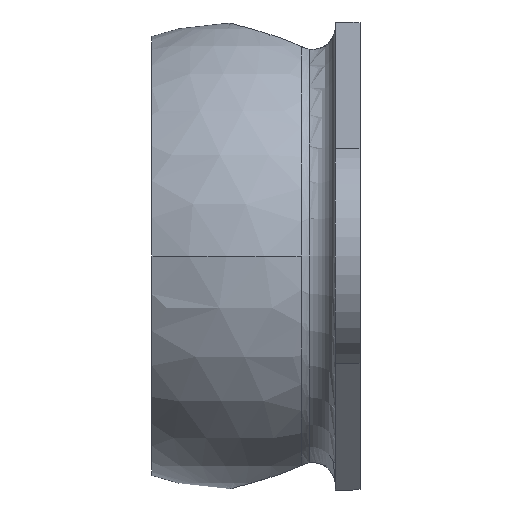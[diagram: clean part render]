
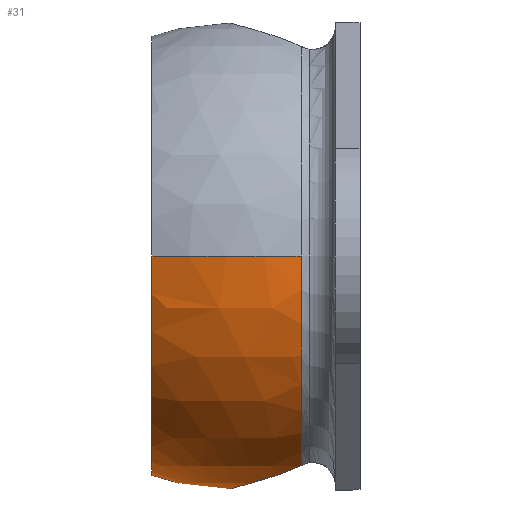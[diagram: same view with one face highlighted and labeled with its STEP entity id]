
A CAD part, left-side view. The second image highlights one B-rep face of the part: STEP entity #31.
In plain terms, the highlighted spherical face has radius 14.224 mm.
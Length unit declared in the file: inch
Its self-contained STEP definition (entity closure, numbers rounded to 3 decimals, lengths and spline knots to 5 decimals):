
#31 = ADVANCED_FACE ( 'NONE', ( #2998 ), #2594, .T. ) ;
#83 = DIRECTION ( 'NONE',  ( -0.385, -0.923, 0. ) ) ;
#101 = ORIENTED_EDGE ( 'NONE', *, *, #3056, .T. ) ;
#115 = CARTESIAN_POINT ( 'NONE',  ( -0.1442, -0.09607, -0.53252 ) ) ;
#227 = CARTESIAN_POINT ( 'NONE',  ( -0.0077, 0., -0.56 ) ) ;
#253 = CARTESIAN_POINT ( 'NONE',  ( 0.53328, -0.17092, 0. ) ) ;
#272 = CARTESIAN_POINT ( 'NONE',  ( -0.11101, -0.04603, -0.54701 ) ) ;
#278 = CARTESIAN_POINT ( 'NONE',  ( -0.03847, -0.00461, -0.55871 ) ) ;
#286 = VERTEX_POINT ( 'NONE', #253 ) ;
#297 = ORIENTED_EDGE ( 'NONE', *, *, #1891, .F. ) ;
#329 = CIRCLE ( 'NONE', #2460, 0.5517 ) ;
#338 = DIRECTION ( 'NONE',  ( 0., 0., 1. ) ) ;
#342 = DIRECTION ( 'NONE',  ( 1., 0., 0. ) ) ;
#347 = CARTESIAN_POINT ( 'NONE',  ( 0., -0.17092, 0. ) ) ;
#351 = EDGE_CURVE ( 'NONE', #286, #2608, #1939, .T. ) ;
#444 = EDGE_CURVE ( 'NONE', #1312, #3393, #1801, .T. ) ;
#465 = CARTESIAN_POINT ( 'NONE',  ( 0.13837, -0.08212, -0.53661 ) ) ;
#488 = ORIENTED_EDGE ( 'NONE', *, *, #351, .T. ) ;
#518 = CARTESIAN_POINT ( 'NONE',  ( -0.01542, -0.00057, -0.55984 ) ) ;
#533 = CARTESIAN_POINT ( 'NONE',  ( 0.06041, -0.01194, -0.55666 ) ) ;
#558 = CARTESIAN_POINT ( 'NONE',  ( -0.13068, -0.06926, -0.54034 ) ) ;
#653 = ORIENTED_EDGE ( 'NONE', *, *, #3296, .T. ) ;
#692 = AXIS2_PLACEMENT_3D ( 'NONE', #1941, #830, #342 ) ;
#805 = CARTESIAN_POINT ( 'NONE',  ( -0.52768, 0.1875, 0. ) ) ;
#830 = DIRECTION ( 'NONE',  ( 0., 0., -1. ) ) ;
#909 = DIRECTION ( 'NONE',  ( 0., 1., 0. ) ) ;
#949 = CARTESIAN_POINT ( 'NONE',  ( -0.17544, -0.17092, -0.50359 ) ) ;
#997 = ORIENTED_EDGE ( 'NONE', *, *, #1542, .T. ) ;
#1128 = CARTESIAN_POINT ( 'NONE',  ( 0.09378, -0.03104, -0.55127 ) ) ;
#1142 = CARTESIAN_POINT ( 'NONE',  ( 0.11098, -0.046, -0.54702 ) ) ;
#1252 = DIRECTION ( 'NONE',  ( 0., 1., 0. ) ) ;
#1310 = CARTESIAN_POINT ( 'NONE',  ( 0.52768, 0.1875, 0. ) ) ;
#1312 = VERTEX_POINT ( 'NONE', #949 ) ;
#1406 = CIRCLE ( 'NONE', #3178, 0.56 ) ;
#1466 = CARTESIAN_POINT ( 'NONE',  ( -0.06039, -0.01193, -0.55666 ) ) ;
#1489 = ORIENTED_EDGE ( 'NONE', *, *, #2727, .F. ) ;
#1534 = EDGE_CURVE ( 'NONE', #3278, #1312, #3596, .T. ) ;
#1542 = EDGE_CURVE ( 'NONE', #3393, #3355, #3739, .T. ) ;
#1647 = DIRECTION ( 'NONE',  ( 0.923, 0.385, 0. ) ) ;
#1699 = CARTESIAN_POINT ( 'NONE',  ( -0.13837, -0.08212, -0.53662 ) ) ;
#1710 = CARTESIAN_POINT ( 'NONE',  ( 0.11627, -0.0516, -0.54542 ) ) ;
#1725 = CARTESIAN_POINT ( 'NONE',  ( 0.03117, -0.00237, -0.55934 ) ) ;
#1738 = CARTESIAN_POINT ( 'NONE',  ( 0.07435, -0.01861, -0.55478 ) ) ;
#1780 = CARTESIAN_POINT ( 'NONE',  ( 0.17544, -0.17092, -0.50359 ) ) ;
#1801 = CIRCLE ( 'NONE', #2955, 0.53328 ) ;
#1891 = EDGE_CURVE ( 'NONE', #2888, #3355, #3553, .T. ) ;
#1939 = CIRCLE ( 'NONE', #3742, 0.53328 ) ;
#1941 = CARTESIAN_POINT ( 'NONE',  ( 0., 0., 0. ) ) ;
#1974 = CARTESIAN_POINT ( 'NONE',  ( -0.53328, -0.17092, 0. ) ) ;
#2034 = CARTESIAN_POINT ( 'NONE',  ( 0.09975, -0.03574, -0.54994 ) ) ;
#2105 = DIRECTION ( 'NONE',  ( 0., 0., -1. ) ) ;
#2109 = CARTESIAN_POINT ( 'NONE',  ( 0.1442, -0.09607, -0.53252 ) ) ;
#2139 = AXIS2_PLACEMENT_3D ( 'NONE', #2424, #2105, #2725 ) ;
#2201 = ORIENTED_EDGE ( 'NONE', *, *, #444, .T. ) ;
#2307 = CARTESIAN_POINT ( 'NONE',  ( 0., 0.1875, 0. ) ) ;
#2331 = CARTESIAN_POINT ( 'NONE',  ( -0.11631, -0.05164, -0.5454 ) ) ;
#2404 = CARTESIAN_POINT ( 'NONE',  ( 0., -0.17092, 0. ) ) ;
#2424 = CARTESIAN_POINT ( 'NONE',  ( 0., 0., 0. ) ) ;
#2460 = AXIS2_PLACEMENT_3D ( 'NONE', #3095, #1647, #2810 ) ;
#2594 = SPHERICAL_SURFACE ( 'NONE', #692, 0.56 ) ;
#2608 = VERTEX_POINT ( 'NONE', #1780 ) ;
#2631 = CARTESIAN_POINT ( 'NONE',  ( -0.07432, -0.01859, -0.55479 ) ) ;
#2702 = CARTESIAN_POINT ( 'NONE',  ( 0., 0., 0. ) ) ;
#2725 = DIRECTION ( 'NONE',  ( -1., 0., 0. ) ) ;
#2727 = EDGE_CURVE ( 'NONE', #286, #2888, #1406, .T. ) ;
#2782 = EDGE_LOOP ( 'NONE', ( #2201, #997, #297, #1489, #488, #653, #101, #3771 ) ) ;
#2810 = DIRECTION ( 'NONE',  ( -0.385, 0.923, 0. ) ) ;
#2856 = CARTESIAN_POINT ( 'NONE',  ( 0.1442, -0.09607, -0.53252 ) ) ;
#2888 = VERTEX_POINT ( 'NONE', #1310 ) ;
#2891 = CARTESIAN_POINT ( 'NONE',  ( 0.05324, -0.00915, -0.55744 ) ) ;
#2898 = CARTESIAN_POINT ( 'NONE',  ( -0.05322, -0.00914, -0.55744 ) ) ;
#2913 = AXIS2_PLACEMENT_3D ( 'NONE', #3564, #3013, #83 ) ;
#2955 = AXIS2_PLACEMENT_3D ( 'NONE', #2404, #909, #2958 ) ;
#2958 = DIRECTION ( 'NONE',  ( 0., 0., 1. ) ) ;
#2962 = AXIS2_PLACEMENT_3D ( 'NONE', #2307, #3802, #3754 ) ;
#2980 = DIRECTION ( 'NONE',  ( 0., 0., 1. ) ) ;
#2987 = DIRECTION ( 'NONE',  ( 1., 0., 0. ) ) ;
#2998 = FACE_OUTER_BOUND ( 'NONE', #2782, .T. ) ;
#3013 = DIRECTION ( 'NONE',  ( -0.923, 0.385, 0. ) ) ;
#3056 = EDGE_CURVE ( 'NONE', #3266, #3278, #3316, .T. ) ;
#3095 = CARTESIAN_POINT ( 'NONE',  ( 0.08866, 0.037, 0. ) ) ;
#3178 = AXIS2_PLACEMENT_3D ( 'NONE', #2702, #338, #2987 ) ;
#3194 = CARTESIAN_POINT ( 'NONE',  ( -0.08109, -0.02247, -0.5537 ) ) ;
#3203 = CARTESIAN_POINT ( 'NONE',  ( 0.01548, 0., -0.56 ) ) ;
#3266 = VERTEX_POINT ( 'NONE', #2109 ) ;
#3278 = VERTEX_POINT ( 'NONE', #115 ) ;
#3296 = EDGE_CURVE ( 'NONE', #2608, #3266, #329, .T. ) ;
#3316 = B_SPLINE_CURVE_WITH_KNOTS ( 'NONE', 3,
 ( #2856, #465, #3392, #1710, #1142, #2034, #1128, #3466, #1738, #533, #2891, #1725, #3203, #227, #518, #3801, #278, #2898, #1466, #2631, #3194, #3775, #3760, #272, #2331, #558, #1699, #3505 ),
 .UNSPECIFIED., .F., .F.,
 ( 4, 2, 2, 2, 2, 2, 2, 2, 2, 2, 2, 2, 2, 4 ),
 ( 0., 0.00118, 0.00177, 0.00235, 0.00294, 0.00353, 0.00471, 0.0053, 0.00589, 0.00648, 0.00706, 0.00765, 0.00824, 0.00942 ),
 .UNSPECIFIED. ) ;
#3355 = VERTEX_POINT ( 'NONE', #805 ) ;
#3392 = CARTESIAN_POINT ( 'NONE',  ( 0.13067, -0.06925, -0.54034 ) ) ;
#3393 = VERTEX_POINT ( 'NONE', #1974 ) ;
#3466 = CARTESIAN_POINT ( 'NONE',  ( 0.08111, -0.02248, -0.55369 ) ) ;
#3505 = CARTESIAN_POINT ( 'NONE',  ( -0.1442, -0.09607, -0.53252 ) ) ;
#3553 = CIRCLE ( 'NONE', #2962, 0.52768 ) ;
#3564 = CARTESIAN_POINT ( 'NONE',  ( -0.08866, 0.037, 0. ) ) ;
#3596 = CIRCLE ( 'NONE', #2913, 0.5517 ) ;
#3739 = CIRCLE ( 'NONE', #2139, 0.56 ) ;
#3742 = AXIS2_PLACEMENT_3D ( 'NONE', #347, #1252, #2980 ) ;
#3754 = DIRECTION ( 'NONE',  ( 0., 0., 1. ) ) ;
#3760 = CARTESIAN_POINT ( 'NONE',  ( -0.09976, -0.03575, -0.54994 ) ) ;
#3771 = ORIENTED_EDGE ( 'NONE', *, *, #1534, .T. ) ;
#3775 = CARTESIAN_POINT ( 'NONE',  ( -0.09378, -0.03104, -0.55127 ) ) ;
#3801 = CARTESIAN_POINT ( 'NONE',  ( -0.03085, -0.00288, -0.5592 ) ) ;
#3802 = DIRECTION ( 'NONE',  ( 0., 1., 0. ) ) ;
